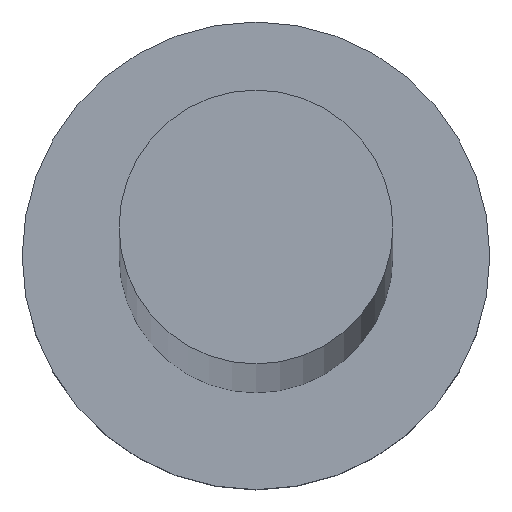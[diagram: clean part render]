
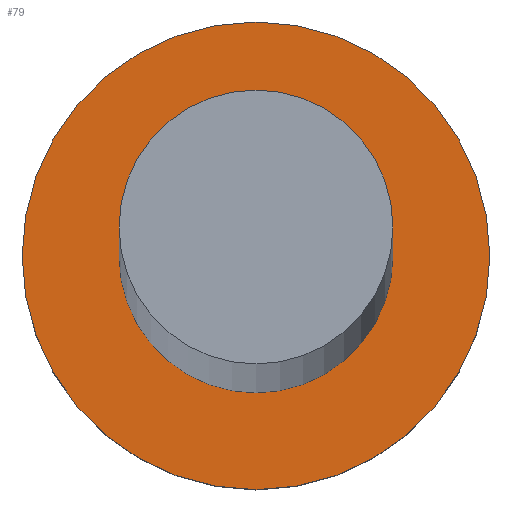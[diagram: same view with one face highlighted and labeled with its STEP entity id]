
A CAD part, top view. The second image highlights one B-rep face of the part: STEP entity #79.
In plain terms, the highlighted planar face has unit normal (0, 0, 1).
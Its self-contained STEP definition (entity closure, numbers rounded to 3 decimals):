
#16 = EDGE_CURVE ( 'NONE', #220, #187, #133, .T. ) ;
#17 = DIRECTION ( 'NONE',  ( 0., 0., 1. ) ) ;
#32 = ORIENTED_EDGE ( 'NONE', *, *, #217, .F. ) ;
#35 = DIRECTION ( 'NONE',  ( 0., 0., 1. ) ) ;
#37 = DIRECTION ( 'NONE',  ( 1., 0., 0. ) ) ;
#41 = CARTESIAN_POINT ( 'NONE',  ( 0., 0., 5. ) ) ;
#48 = AXIS2_PLACEMENT_3D ( 'NONE', #54, #35, #102 ) ;
#53 = AXIS2_PLACEMENT_3D ( 'NONE', #56, #144, #174 ) ;
#54 = CARTESIAN_POINT ( 'NONE',  ( 0., 0., 5. ) ) ;
#56 = CARTESIAN_POINT ( 'NONE',  ( 0., 0., 5. ) ) ;
#57 = DIRECTION ( 'NONE',  ( 0., 0., 1. ) ) ;
#70 = VERTEX_POINT ( 'NONE', #191 ) ;
#79 = ADVANCED_FACE ( 'NONE', ( #251, #197 ), #171, .T. ) ;
#89 = CARTESIAN_POINT ( 'NONE',  ( 0., 0., 5. ) ) ;
#90 = CARTESIAN_POINT ( 'NONE',  ( -7., 0., 5. ) ) ;
#95 = EDGE_LOOP ( 'NONE', ( #99, #161 ) ) ;
#99 = ORIENTED_EDGE ( 'NONE', *, *, #16, .T. ) ;
#102 = DIRECTION ( 'NONE',  ( 1., 0., 0. ) ) ;
#105 = CARTESIAN_POINT ( 'NONE',  ( 7., 0., 5. ) ) ;
#106 = AXIS2_PLACEMENT_3D ( 'NONE', #89, #57, #37 ) ;
#109 = CARTESIAN_POINT ( 'NONE',  ( -4.1, 0., 5. ) ) ;
#120 = ORIENTED_EDGE ( 'NONE', *, *, #202, .F. ) ;
#130 = AXIS2_PLACEMENT_3D ( 'NONE', #41, #17, #176 ) ;
#133 = CIRCLE ( 'NONE', #48, 7. ) ;
#144 = DIRECTION ( 'NONE',  ( 0., 0., 1. ) ) ;
#148 = CARTESIAN_POINT ( 'NONE',  ( 0., 0., 5. ) ) ;
#150 = DIRECTION ( 'NONE',  ( 0., 0., 1. ) ) ;
#161 = ORIENTED_EDGE ( 'NONE', *, *, #241, .T. ) ;
#171 = PLANE ( 'NONE',  #53 ) ;
#174 = DIRECTION ( 'NONE',  ( 1., 0., 0. ) ) ;
#176 = DIRECTION ( 'NONE',  ( 1., 0., 0. ) ) ;
#187 = VERTEX_POINT ( 'NONE', #105 ) ;
#189 = EDGE_LOOP ( 'NONE', ( #120, #32 ) ) ;
#191 = CARTESIAN_POINT ( 'NONE',  ( 4.1, 0., 5. ) ) ;
#192 = CIRCLE ( 'NONE', #106, 4.1 ) ;
#197 = FACE_OUTER_BOUND ( 'NONE', #95, .T. ) ;
#198 = CIRCLE ( 'NONE', #130, 4.1 ) ;
#202 = EDGE_CURVE ( 'NONE', #206, #70, #192, .T. ) ;
#206 = VERTEX_POINT ( 'NONE', #109 ) ;
#217 = EDGE_CURVE ( 'NONE', #70, #206, #198, .T. ) ;
#220 = VERTEX_POINT ( 'NONE', #90 ) ;
#224 = CIRCLE ( 'NONE', #238, 7. ) ;
#232 = DIRECTION ( 'NONE',  ( 1., 0., 0. ) ) ;
#238 = AXIS2_PLACEMENT_3D ( 'NONE', #148, #150, #232 ) ;
#241 = EDGE_CURVE ( 'NONE', #187, #220, #224, .T. ) ;
#251 = FACE_BOUND ( 'NONE', #189, .T. ) ;
